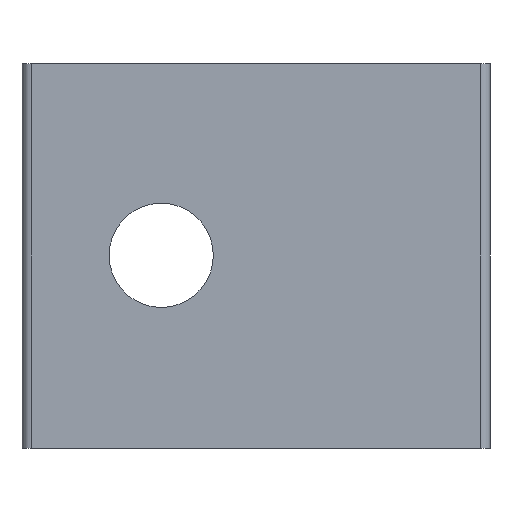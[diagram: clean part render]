
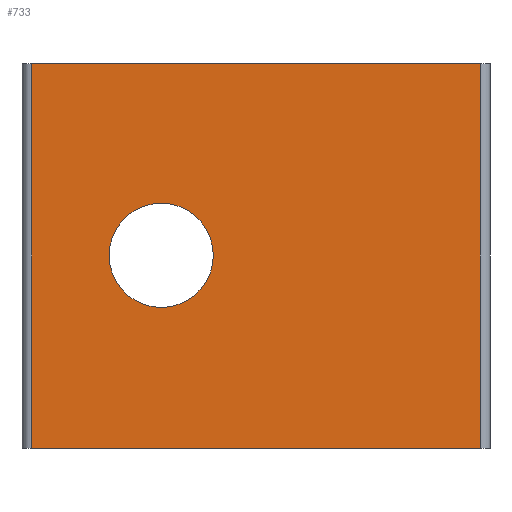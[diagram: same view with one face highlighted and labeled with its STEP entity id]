
A CAD part, front view. The second image highlights one B-rep face of the part: STEP entity #733.
In plain terms, the highlighted planar face has unit normal (0, -1, 0).
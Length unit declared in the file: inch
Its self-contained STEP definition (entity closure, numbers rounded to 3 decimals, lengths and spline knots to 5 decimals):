
#68=LINE('',#1473,#104);
#70=LINE('',#1484,#106);
#74=LINE('',#1495,#110);
#75=LINE('',#1498,#111);
#104=VECTOR('',#1003,0.3937);
#106=VECTOR('',#1017,0.3937);
#110=VECTOR('',#1029,0.3937);
#111=VECTOR('',#1034,0.3937);
#126=PLANE('',#845);
#166=FACE_BOUND('',#270,.T.);
#203=FACE_OUTER_BOUND('',#269,.T.);
#269=EDGE_LOOP('',(#622,#623,#624,#625));
#270=EDGE_LOOP('',(#626));
#286=CIRCLE('',#783,0.1635);
#329=VERTEX_POINT('',#1104);
#373=VERTEX_POINT('',#1470);
#374=VERTEX_POINT('',#1472);
#377=VERTEX_POINT('',#1482);
#380=VERTEX_POINT('',#1494);
#396=EDGE_CURVE('',#329,#329,#286,.T.);
#456=EDGE_CURVE('',#374,#373,#68,.T.);
#462=EDGE_CURVE('',#377,#373,#70,.T.);
#467=EDGE_CURVE('',#374,#380,#74,.T.);
#469=EDGE_CURVE('',#377,#380,#75,.T.);
#622=ORIENTED_EDGE('',*,*,#462,.F.);
#623=ORIENTED_EDGE('',*,*,#469,.T.);
#624=ORIENTED_EDGE('',*,*,#467,.F.);
#625=ORIENTED_EDGE('',*,*,#456,.T.);
#626=ORIENTED_EDGE('',*,*,#396,.T.);
#733=ADVANCED_FACE('',(#203,#166),#126,.T.);
#783=AXIS2_PLACEMENT_3D('',#1105,#881,#882);
#845=AXIS2_PLACEMENT_3D('',#1497,#1032,#1033);
#881=DIRECTION('center_axis',(0.,1.,0.));
#882=DIRECTION('ref_axis',(-1.,0.,0.));
#1003=DIRECTION('',(1.,0.,0.));
#1017=DIRECTION('',(0.,0.,-1.));
#1029=DIRECTION('',(0.,0.,1.));
#1032=DIRECTION('center_axis',(0.,-1.,0.));
#1033=DIRECTION('ref_axis',(0.,0.,-1.));
#1034=DIRECTION('',(-1.,0.,0.));
#1104=CARTESIAN_POINT('',(-0.134,0.,-0.602));
#1105=CARTESIAN_POINT('Origin',(-0.2975,0.,-0.602));
#1470=CARTESIAN_POINT('',(0.7035,0.,-1.208));
#1472=CARTESIAN_POINT('',(-0.7035,0.,-1.208));
#1473=CARTESIAN_POINT('',(0.7345,0.,-1.208));
#1482=CARTESIAN_POINT('',(0.7035,0.,0.));
#1484=CARTESIAN_POINT('',(0.7035,0.,0.));
#1494=CARTESIAN_POINT('',(-0.7035,0.,0.));
#1495=CARTESIAN_POINT('',(-0.7035,0.,0.));
#1497=CARTESIAN_POINT('Origin',(-0.7345,0.,0.));
#1498=CARTESIAN_POINT('',(0.7345,0.,0.));
